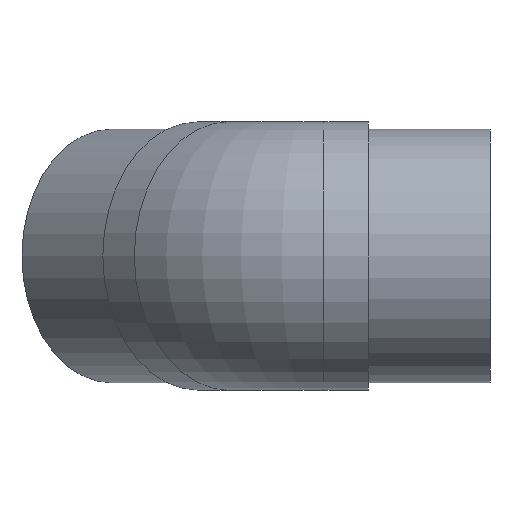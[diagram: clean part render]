
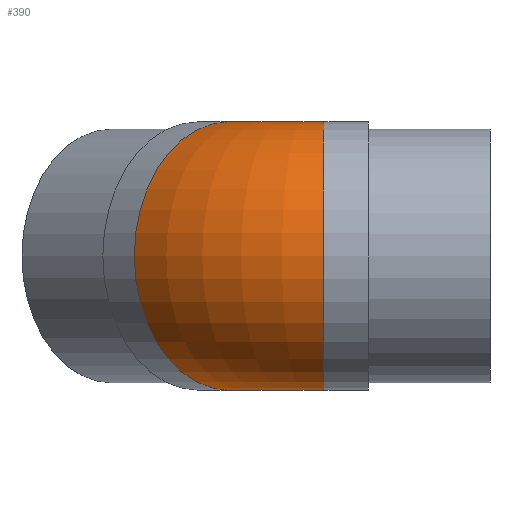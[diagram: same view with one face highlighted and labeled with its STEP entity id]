
A CAD part, left-side view. The second image highlights one B-rep face of the part: STEP entity #390.
In plain terms, the highlighted toroidal (fillet/blend) face has major radius 187.592 mm and minor radius 187.5 mm.
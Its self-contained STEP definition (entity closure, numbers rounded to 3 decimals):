
#339=CARTESIAN_POINT('',(187.5,-77.703,0.));
#340=VERTEX_POINT('',#339);
#341=CARTESIAN_POINT('',(-187.5,-77.703,0.));
#342=VERTEX_POINT('',#341);
#343=CARTESIAN_POINT('',(0.,-77.703,0.));
#344=DIRECTION('',(0.,1.,0.));
#345=DIRECTION('',(1.,0.,0.));
#346=AXIS2_PLACEMENT_3D('',#343,#344,#345);
#347=CIRCLE('',#346,187.5);
#348=EDGE_CURVE('',#340,#342,#347,.T.);
#350=EDGE_CURVE('',#342,#340,#347,.T.);
#360=CARTESIAN_POINT('',(187.527,-77.638,0.));
#361=VERTEX_POINT('',#360);
#362=CARTESIAN_POINT('',(-77.638,187.527,0.));
#363=VERTEX_POINT('',#362);
#364=CARTESIAN_POINT('',(54.945,54.945,0.));
#365=DIRECTION('',(-0.707,-0.707,0.));
#366=DIRECTION('',(0.707,-0.707,0.));
#367=AXIS2_PLACEMENT_3D('',#364,#365,#366);
#368=CIRCLE('',#367,187.5);
#369=EDGE_CURVE('',#361,#363,#368,.T.);
#370=ORIENTED_EDGE('',*,*,#369,.T.);
#371=CARTESIAN_POINT('',(187.592,-77.703,0.));
#372=DIRECTION('',(0.,0.,-1.));
#373=DIRECTION('',(-1.,0.,0.));
#374=AXIS2_PLACEMENT_3D('',#371,#372,#373);
#375=CIRCLE('',#374,375.092);
#376=EDGE_CURVE('',#342,#363,#375,.T.);
#377=ORIENTED_EDGE('',*,*,#376,.F.);
#378=ORIENTED_EDGE('',*,*,#350,.T.);
#379=ORIENTED_EDGE('',*,*,#348,.T.);
#380=ORIENTED_EDGE('',*,*,#376,.T.);
#381=EDGE_CURVE('',#363,#361,#368,.T.);
#382=ORIENTED_EDGE('',*,*,#381,.T.);
#383=EDGE_LOOP('',(#370,#377,#378,#379,#380,#382));
#384=FACE_OUTER_BOUND('',#383,.T.);
#385=CARTESIAN_POINT('',(187.592,-77.703,0.));
#386=DIRECTION('',(0.,0.,-1.));
#387=DIRECTION('',(-1.,0.,0.));
#388=AXIS2_PLACEMENT_3D('',#385,#386,#387);
#389=TOROIDAL_SURFACE('',#388,187.592,187.5);
#390=ADVANCED_FACE('',(#384),#389,.T.);
